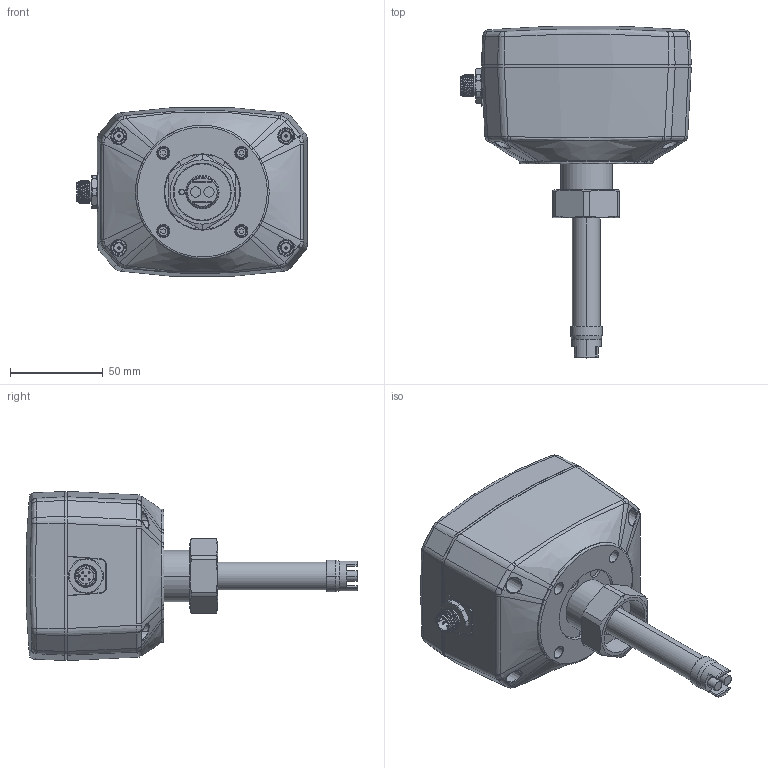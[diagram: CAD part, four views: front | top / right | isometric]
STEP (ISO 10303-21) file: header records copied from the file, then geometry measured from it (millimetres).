
FILE_DESCRIPTION((''),'2;1');
FILE_NAME('0195_0117_HOUSING_BACK','2023-06-01T10:28:50',('jj'),(''),'CREO PARAMETRIC BY PTC INC, 2018100','CREO PARAMETRIC BY PTC INC, 2018100','');
FILE_SCHEMA(('CONFIG_CONTROL_DESIGN','SHAPE_APPEARANCE_LAYERS_GROUPS'));
Length unit declared in the file: millimetre
Products named in the file (1): 0195_0117_HOUSING_BACK
Bounding box: 124.1 x 178.66 x 91.01 mm (x, y, z)
Volume: 666819.6 mm3; surface area: 59031.6 mm2
Topology: 1 solids, 1 shells, 580 faces, 1368 edges, 843 vertices
Faces by surface type: plane 174, cylinder 142, bspline 140, cone 62, torus 44, extrusion 16, sphere 2
Entity records: 24618 total; most frequent: CARTESIAN_POINT 11305, ORIENTED_EDGE 2736, DIRECTION 2456, EDGE_CURVE 1368, AXIS2_PLACEMENT_3D 950, VERTEX_POINT 843, EDGE_LOOP 633, FACE_OUTER_BOUND 580
